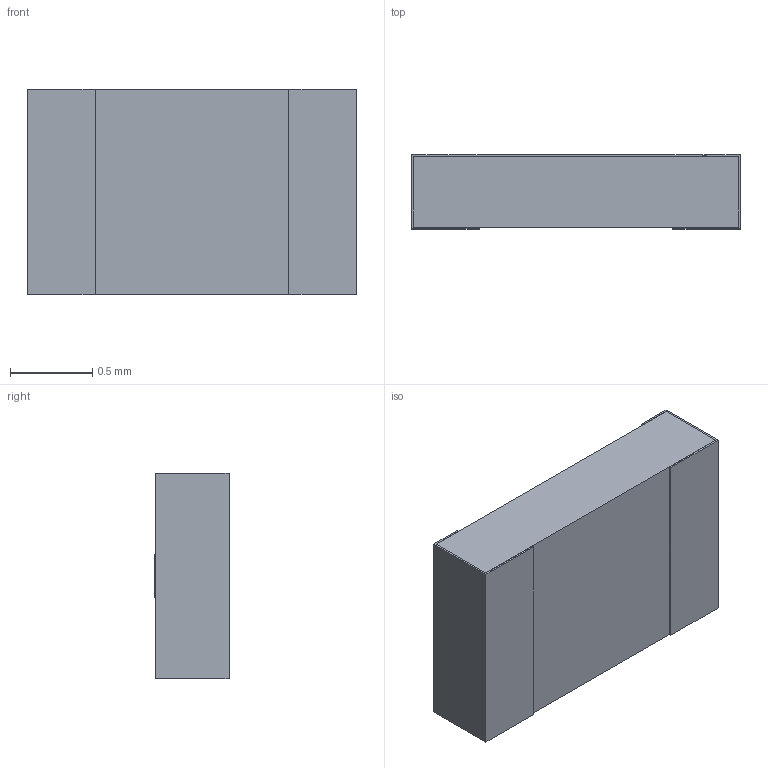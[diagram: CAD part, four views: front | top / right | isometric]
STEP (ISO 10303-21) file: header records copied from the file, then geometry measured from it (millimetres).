
FILE_DESCRIPTION (( 'STEP AP214' ), '1' );
FILE_NAME ('User Library-R-0805.STEP', '2020-10-21T08:12:41', ( '' ), ( '' ), 'SwSTEP 2.0', 'SolidWorks 2020', '' );
FILE_SCHEMA (( 'AUTOMOTIVE_DESIGN' ));
Length unit declared in the file: millimetre
Products named in the file (1): User Library-R-0805
Bounding box: 2 x 0.45 x 1.25 mm (x, y, z)
Volume: 1.1 mm3; surface area: 16.7 mm2
Topology: 4 solids, 4 shells, 112 faces, 270 edges, 174 vertices
Faces by surface type: plane 56, bspline 56
Entity records: 4639 total; most frequent: CARTESIAN_POINT 1301, ORIENTED_EDGE 540, DIRECTION 272, EDGE_CURVE 270, VERTEX_POINT 174, LINE 158, VECTOR 158, EDGE_LOOP 120
